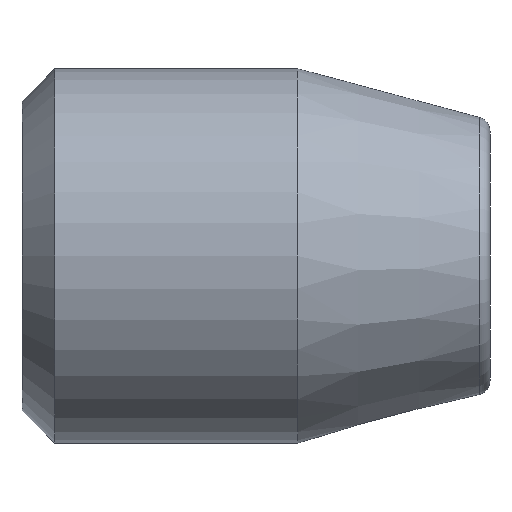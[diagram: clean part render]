
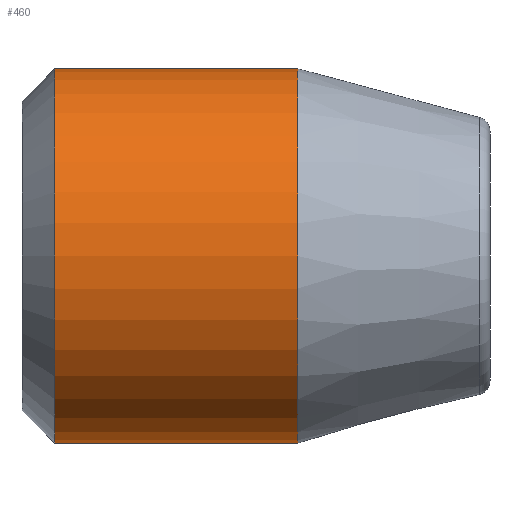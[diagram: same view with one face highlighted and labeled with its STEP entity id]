
A CAD part, front view. The second image highlights one B-rep face of the part: STEP entity #460.
In plain terms, the highlighted cylindrical face has radius 4 mm (diameter 8 mm), a full revolution.
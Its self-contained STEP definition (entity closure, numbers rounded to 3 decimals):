
#2 = DIRECTION ( 'NONE',  ( 0., 0., 1. ) ) ;
#67 = DIRECTION ( 'NONE',  ( 0., 0., 1. ) ) ;
#75 = EDGE_LOOP ( 'NONE', ( #280 ) ) ;
#81 = VERTEX_POINT ( 'NONE', #497 ) ;
#151 = VERTEX_POINT ( 'NONE', #197 ) ;
#174 = DIRECTION ( 'NONE',  ( -1., 0., 0. ) ) ;
#182 = EDGE_CURVE ( 'NONE', #151, #151, #508, .T. ) ;
#196 = AXIS2_PLACEMENT_3D ( 'NONE', #223, #174, #323 ) ;
#197 = CARTESIAN_POINT ( 'NONE',  ( 5.895, 0., 4. ) ) ;
#223 = CARTESIAN_POINT ( 'NONE',  ( -1.364, 0., 0. ) ) ;
#251 = DIRECTION ( 'NONE',  ( -1., 0., 0. ) ) ;
#260 = CIRCLE ( 'NONE', #513, 4. ) ;
#280 = ORIENTED_EDGE ( 'NONE', *, *, #182, .T. ) ;
#290 = CARTESIAN_POINT ( 'NONE',  ( 5.895, 0., 0. ) ) ;
#323 = DIRECTION ( 'NONE',  ( 0., 0., 1. ) ) ;
#382 = EDGE_CURVE ( 'NONE', #81, #81, #260, .T. ) ;
#388 = EDGE_LOOP ( 'NONE', ( #418 ) ) ;
#418 = ORIENTED_EDGE ( 'NONE', *, *, #382, .F. ) ;
#434 = DIRECTION ( 'NONE',  ( -1., 0., 0. ) ) ;
#460 = ADVANCED_FACE ( 'NONE', ( #561, #526 ), #534, .T. ) ;
#497 = CARTESIAN_POINT ( 'NONE',  ( 0.7, 0., 4. ) ) ;
#508 = CIRCLE ( 'NONE', #589, 4. ) ;
#513 = AXIS2_PLACEMENT_3D ( 'NONE', #551, #251, #67 ) ;
#526 = FACE_OUTER_BOUND ( 'NONE', #75, .T. ) ;
#534 = CYLINDRICAL_SURFACE ( 'NONE', #196, 4. ) ;
#551 = CARTESIAN_POINT ( 'NONE',  ( 0.7, 0., 0. ) ) ;
#561 = FACE_OUTER_BOUND ( 'NONE', #388, .T. ) ;
#589 = AXIS2_PLACEMENT_3D ( 'NONE', #290, #434, #2 ) ;
